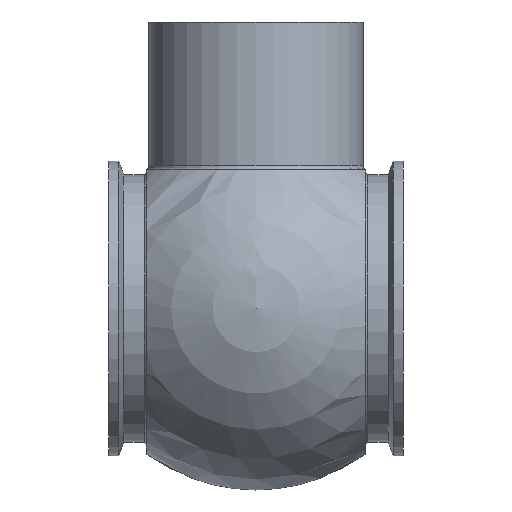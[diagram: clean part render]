
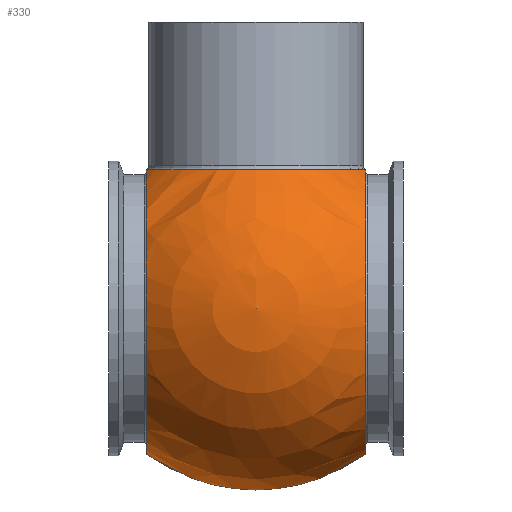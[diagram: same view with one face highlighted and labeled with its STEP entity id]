
A CAD part, left-side view. The second image highlights one B-rep face of the part: STEP entity #330.
In plain terms, the highlighted spherical face has radius 65.075 mm.
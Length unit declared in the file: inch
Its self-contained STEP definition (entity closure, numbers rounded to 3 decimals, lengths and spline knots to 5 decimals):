
#24=SPHERICAL_SURFACE('',#397,2.562);
#42=FACE_OUTER_BOUND('',#60,.T.);
#60=EDGE_LOOP('',(#277,#278,#279,#280,#281,#282,#283,#284,#285,#286));
#121=CIRCLE('',#398,2.05125);
#122=CIRCLE('',#399,1.66991);
#123=CIRCLE('',#400,2.562);
#124=CIRCLE('',#401,1.66991);
#125=CIRCLE('',#402,2.05125);
#126=CIRCLE('',#403,1.66991);
#127=CIRCLE('',#404,2.562);
#128=CIRCLE('',#405,1.66991);
#157=VERTEX_POINT('',#632);
#158=VERTEX_POINT('',#633);
#159=VERTEX_POINT('',#635);
#160=VERTEX_POINT('',#637);
#161=VERTEX_POINT('',#639);
#162=VERTEX_POINT('',#641);
#163=VERTEX_POINT('',#643);
#164=VERTEX_POINT('',#645);
#203=EDGE_CURVE('',#157,#158,#121,.T.);
#204=EDGE_CURVE('',#159,#158,#122,.T.);
#205=EDGE_CURVE('',#160,#159,#123,.T.);
#206=EDGE_CURVE('',#161,#159,#124,.T.);
#207=EDGE_CURVE('',#162,#161,#125,.T.);
#208=EDGE_CURVE('',#163,#162,#126,.T.);
#209=EDGE_CURVE('',#163,#164,#127,.T.);
#210=EDGE_CURVE('',#157,#163,#128,.T.);
#277=ORIENTED_EDGE('',*,*,#203,.T.);
#278=ORIENTED_EDGE('',*,*,#204,.F.);
#279=ORIENTED_EDGE('',*,*,#205,.F.);
#280=ORIENTED_EDGE('',*,*,#205,.T.);
#281=ORIENTED_EDGE('',*,*,#206,.F.);
#282=ORIENTED_EDGE('',*,*,#207,.F.);
#283=ORIENTED_EDGE('',*,*,#208,.F.);
#284=ORIENTED_EDGE('',*,*,#209,.T.);
#285=ORIENTED_EDGE('',*,*,#209,.F.);
#286=ORIENTED_EDGE('',*,*,#210,.F.);
#330=ADVANCED_FACE('',(#42),#24,.T.);
#397=AXIS2_PLACEMENT_3D('',#631,#500,#501);
#398=AXIS2_PLACEMENT_3D('',#634,#502,#503);
#399=AXIS2_PLACEMENT_3D('',#636,#504,#505);
#400=AXIS2_PLACEMENT_3D('',#638,#506,#507);
#401=AXIS2_PLACEMENT_3D('',#640,#508,#509);
#402=AXIS2_PLACEMENT_3D('',#642,#510,#511);
#403=AXIS2_PLACEMENT_3D('',#644,#512,#513);
#404=AXIS2_PLACEMENT_3D('',#646,#514,#515);
#405=AXIS2_PLACEMENT_3D('',#647,#516,#517);
#500=DIRECTION('center_axis',(-1.,0.,0.));
#501=DIRECTION('ref_axis',(0.,0.,-1.));
#502=DIRECTION('center_axis',(0.,1.,0.));
#503=DIRECTION('ref_axis',(0.,0.,1.));
#504=DIRECTION('center_axis',(0.,0.,1.));
#505=DIRECTION('ref_axis',(1.,0.,0.));
#506=DIRECTION('center_axis',(0.,1.,0.));
#507=DIRECTION('ref_axis',(0.,0.,1.));
#508=DIRECTION('center_axis',(0.,0.,1.));
#509=DIRECTION('ref_axis',(1.,0.,0.));
#510=DIRECTION('center_axis',(0.,1.,0.));
#511=DIRECTION('ref_axis',(0.,0.,1.));
#512=DIRECTION('center_axis',(0.,0.,1.));
#513=DIRECTION('ref_axis',(1.,0.,0.));
#514=DIRECTION('center_axis',(0.,1.,0.));
#515=DIRECTION('ref_axis',(0.,0.,1.));
#516=DIRECTION('center_axis',(0.,0.,1.));
#517=DIRECTION('ref_axis',(1.,0.,0.));
#631=CARTESIAN_POINT('Origin',(0.,0.,0.));
#632=CARTESIAN_POINT('',(0.65755,-1.535,1.943));
#633=CARTESIAN_POINT('',(-0.65755,-1.535,1.943));
#634=CARTESIAN_POINT('Origin',(0.,-1.535,0.));
#635=CARTESIAN_POINT('',(-1.66991,0.,1.943));
#636=CARTESIAN_POINT('Origin',(0.,0.,1.943));
#637=CARTESIAN_POINT('',(-2.562,0.,0.));
#638=CARTESIAN_POINT('Origin',(0.,0.,0.));
#639=CARTESIAN_POINT('',(-0.65755,1.535,1.943));
#640=CARTESIAN_POINT('Origin',(0.,0.,1.943));
#641=CARTESIAN_POINT('',(0.65755,1.535,1.943));
#642=CARTESIAN_POINT('Origin',(0.,1.535,0.));
#643=CARTESIAN_POINT('',(1.66991,0.,1.943));
#644=CARTESIAN_POINT('Origin',(0.,0.,1.943));
#645=CARTESIAN_POINT('',(2.562,0.,0.));
#646=CARTESIAN_POINT('Origin',(0.,0.,0.));
#647=CARTESIAN_POINT('Origin',(0.,0.,1.943));
